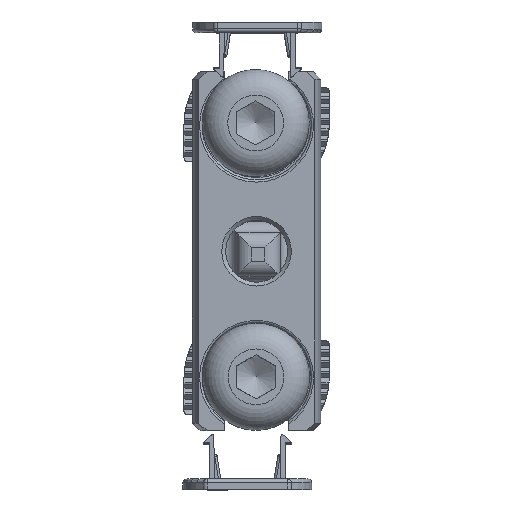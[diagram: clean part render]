
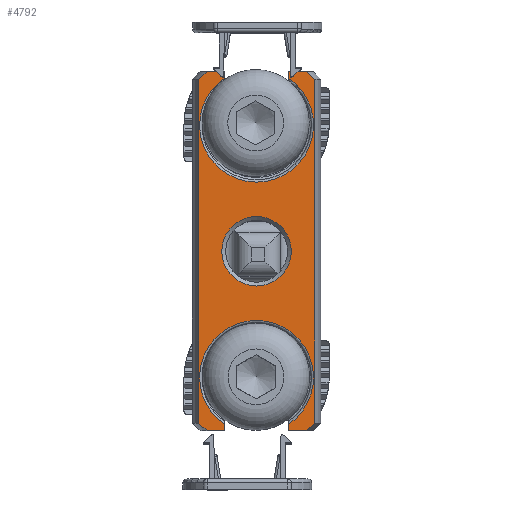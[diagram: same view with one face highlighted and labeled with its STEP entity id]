
A CAD part, top view. The second image highlights one B-rep face of the part: STEP entity #4792.
In plain terms, the highlighted planar face has unit normal (0, 0, 1).
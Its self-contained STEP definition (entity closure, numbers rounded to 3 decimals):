
#155=FACE_BOUND('',#1644,.T.);
#249=(
BOUNDED_CURVE()
B_SPLINE_CURVE(2,(#7406,#7407,#7408),.UNSPECIFIED.,.F.,.F.)
B_SPLINE_CURVE_WITH_KNOTS((3,3),(-6.548,-6.143),
 .UNSPECIFIED.)
CURVE()
GEOMETRIC_REPRESENTATION_ITEM()
RATIONAL_B_SPLINE_CURVE((1.085,1.12,1.151))
REPRESENTATION_ITEM('')
);
#250=(
BOUNDED_CURVE()
B_SPLINE_CURVE(2,(#7412,#7413,#7414),.UNSPECIFIED.,.F.,.F.)
B_SPLINE_CURVE_WITH_KNOTS((3,3),(6.143,6.548),
 .UNSPECIFIED.)
CURVE()
GEOMETRIC_REPRESENTATION_ITEM()
RATIONAL_B_SPLINE_CURVE((1.151,1.12,1.085))
REPRESENTATION_ITEM('')
);
#251=(
BOUNDED_CURVE()
B_SPLINE_CURVE(2,(#7422,#7423,#7424),.UNSPECIFIED.,.F.,.F.)
B_SPLINE_CURVE_WITH_KNOTS((3,3),(0.452,0.858),
 .UNSPECIFIED.)
CURVE()
GEOMETRIC_REPRESENTATION_ITEM()
RATIONAL_B_SPLINE_CURVE((1.085,1.12,1.151))
REPRESENTATION_ITEM('')
);
#252=(
BOUNDED_CURVE()
B_SPLINE_CURVE(2,(#7426,#7427,#7428),.UNSPECIFIED.,.F.,.F.)
B_SPLINE_CURVE_WITH_KNOTS((3,3),(6.143,6.548),
 .UNSPECIFIED.)
CURVE()
GEOMETRIC_REPRESENTATION_ITEM()
RATIONAL_B_SPLINE_CURVE((1.151,1.12,1.085))
REPRESENTATION_ITEM('')
);
#268=LINE('',#7226,#734);
#271=LINE('',#7280,#737);
#276=LINE('',#7303,#742);
#278=LINE('',#7329,#744);
#279=LINE('',#7416,#745);
#280=LINE('',#7418,#746);
#281=LINE('',#7421,#747);
#282=LINE('',#7429,#748);
#283=LINE('',#7431,#749);
#284=LINE('',#7432,#750);
#734=VECTOR('',#5728,1000.);
#737=VECTOR('',#5745,1000.);
#742=VECTOR('',#5754,1000.);
#744=VECTOR('',#5760,1000.);
#745=VECTOR('',#5769,1000.);
#746=VECTOR('',#5770,1000.);
#747=VECTOR('',#5773,1000.);
#748=VECTOR('',#5774,1000.);
#749=VECTOR('',#5775,1000.);
#750=VECTOR('',#5776,1000.);
#1197=PLANE('',#5234);
#1364=FACE_OUTER_BOUND('',#1643,.T.);
#1643=EDGE_LOOP('',(#3356,#3357,#3358,#3359,#3360,#3361,#3362,#3363,#3364,
#3365,#3366,#3367,#3368,#3369,#3370,#3371));
#1644=EDGE_LOOP('',(#3372));
#1969=CIRCLE('',#5221,7.45);
#1978=CIRCLE('',#5235,7.45);
#1979=CIRCLE('',#5236,4.55);
#2109=VERTEX_POINT('',#7202);
#2114=VERTEX_POINT('',#7215);
#2116=VERTEX_POINT('',#7229);
#2124=VERTEX_POINT('',#7277);
#2125=VERTEX_POINT('',#7279);
#2130=VERTEX_POINT('',#7300);
#2131=VERTEX_POINT('',#7302);
#2134=VERTEX_POINT('',#7326);
#2135=VERTEX_POINT('',#7328);
#2139=VERTEX_POINT('',#7405);
#2140=VERTEX_POINT('',#7411);
#2141=VERTEX_POINT('',#7415);
#2142=VERTEX_POINT('',#7417);
#2143=VERTEX_POINT('',#7420);
#2144=VERTEX_POINT('',#7425);
#2145=VERTEX_POINT('',#7430);
#2146=VERTEX_POINT('',#7433);
#2585=EDGE_CURVE('',#2114,#2109,#268,.T.);
#2587=EDGE_CURVE('',#2114,#2116,#1969,.T.);
#2596=EDGE_CURVE('',#2124,#2125,#271,.T.);
#2603=EDGE_CURVE('',#2131,#2130,#276,.F.);
#2608=EDGE_CURVE('',#2135,#2134,#278,.T.);
#2614=EDGE_CURVE('',#2139,#2131,#249,.T.);
#2616=EDGE_CURVE('',#2130,#2140,#250,.T.);
#2617=EDGE_CURVE('',#2140,#2141,#279,.T.);
#2618=EDGE_CURVE('',#2142,#2141,#280,.T.);
#2619=EDGE_CURVE('',#2142,#2125,#1978,.T.);
#2620=EDGE_CURVE('',#2124,#2143,#281,.T.);
#2621=EDGE_CURVE('',#2143,#2135,#251,.T.);
#2622=EDGE_CURVE('',#2134,#2144,#252,.T.);
#2623=EDGE_CURVE('',#2144,#2109,#282,.T.);
#2624=EDGE_CURVE('',#2145,#2116,#283,.T.);
#2625=EDGE_CURVE('',#2145,#2139,#284,.T.);
#2626=EDGE_CURVE('',#2146,#2146,#1979,.T.);
#3356=ORIENTED_EDGE('',*,*,#2603,.T.);
#3357=ORIENTED_EDGE('',*,*,#2616,.T.);
#3358=ORIENTED_EDGE('',*,*,#2617,.T.);
#3359=ORIENTED_EDGE('',*,*,#2618,.F.);
#3360=ORIENTED_EDGE('',*,*,#2619,.T.);
#3361=ORIENTED_EDGE('',*,*,#2596,.F.);
#3362=ORIENTED_EDGE('',*,*,#2620,.T.);
#3363=ORIENTED_EDGE('',*,*,#2621,.T.);
#3364=ORIENTED_EDGE('',*,*,#2608,.T.);
#3365=ORIENTED_EDGE('',*,*,#2622,.T.);
#3366=ORIENTED_EDGE('',*,*,#2623,.T.);
#3367=ORIENTED_EDGE('',*,*,#2585,.F.);
#3368=ORIENTED_EDGE('',*,*,#2587,.T.);
#3369=ORIENTED_EDGE('',*,*,#2624,.F.);
#3370=ORIENTED_EDGE('',*,*,#2625,.T.);
#3371=ORIENTED_EDGE('',*,*,#2614,.T.);
#3372=ORIENTED_EDGE('',*,*,#2626,.T.);
#4792=ADVANCED_FACE('',(#1364,#155),#1197,.T.);
#5221=AXIS2_PLACEMENT_3D('',#7240,#5731,#5732);
#5234=AXIS2_PLACEMENT_3D('',#7410,#5767,#5768);
#5235=AXIS2_PLACEMENT_3D('',#7419,#5771,#5772);
#5236=AXIS2_PLACEMENT_3D('',#7434,#5777,#5778);
#5728=DIRECTION('',(0.,1.,0.));
#5731=DIRECTION('center_axis',(0.,0.,
-1.));
#5732=DIRECTION('ref_axis',(-1.,0.,0.));
#5745=DIRECTION('',(0.,1.,0.));
#5754=DIRECTION('',(0.,1.,0.));
#5760=DIRECTION('',(0.,1.,0.));
#5767=DIRECTION('center_axis',(0.,0.,
1.));
#5768=DIRECTION('ref_axis',(1.,0.,0.));
#5769=DIRECTION('',(1.,0.,0.));
#5770=DIRECTION('',(0.,-1.,0.));
#5771=DIRECTION('center_axis',(0.,0.,
-1.));
#5772=DIRECTION('ref_axis',(-1.,0.,0.));
#5773=DIRECTION('',(1.,0.,0.));
#5774=DIRECTION('',(-1.,0.,0.));
#5775=DIRECTION('',(0.,-1.,0.));
#5776=DIRECTION('',(-1.,0.,0.));
#5777=DIRECTION('center_axis',(0.,0.,
-1.));
#5778=DIRECTION('ref_axis',(-1.,0.,0.));
#7202=CARTESIAN_POINT('',(4.2,23.5,3.6));
#7215=CARTESIAN_POINT('',(4.2,22.653,3.6));
#7226=CARTESIAN_POINT('',(4.2,16.5,3.6));
#7229=CARTESIAN_POINT('',(-4.2,22.653,3.6));
#7240=CARTESIAN_POINT('Origin',(0.,16.5,3.6));
#7277=CARTESIAN_POINT('',(4.2,-23.5,3.6));
#7279=CARTESIAN_POINT('',(4.2,-22.653,3.6));
#7280=CARTESIAN_POINT('',(4.2,-23.5,3.6));
#7300=CARTESIAN_POINT('',(-7.589,-22.5,3.6));
#7302=CARTESIAN_POINT('',(-7.589,22.5,3.6));
#7303=CARTESIAN_POINT('',(-7.589,23.5,3.6));
#7326=CARTESIAN_POINT('',(7.589,22.5,3.6));
#7328=CARTESIAN_POINT('',(7.589,-22.5,3.6));
#7329=CARTESIAN_POINT('',(7.589,23.5,3.6));
#7405=CARTESIAN_POINT('',(-6.465,23.5,3.6));
#7406=CARTESIAN_POINT('Ctrl Pts',(-6.465,23.5,3.6));
#7407=CARTESIAN_POINT('Ctrl Pts',(-6.992,23.04,3.6));
#7408=CARTESIAN_POINT('Ctrl Pts',(-7.589,22.5,3.6));
#7410=CARTESIAN_POINT('Origin',(12.,24.5,3.6));
#7411=CARTESIAN_POINT('',(-6.465,-23.5,3.6));
#7412=CARTESIAN_POINT('Ctrl Pts',(-7.589,-22.5,3.6));
#7413=CARTESIAN_POINT('Ctrl Pts',(-6.992,-23.04,3.6));
#7414=CARTESIAN_POINT('Ctrl Pts',(-6.465,-23.5,3.6));
#7415=CARTESIAN_POINT('',(-4.2,-23.5,3.6));
#7416=CARTESIAN_POINT('',(0.,-23.5,3.6));
#7417=CARTESIAN_POINT('',(-4.2,-22.653,3.6));
#7418=CARTESIAN_POINT('',(-4.2,-16.5,3.6));
#7419=CARTESIAN_POINT('Origin',(0.,-16.5,3.6));
#7420=CARTESIAN_POINT('',(6.465,-23.5,3.6));
#7421=CARTESIAN_POINT('',(0.,-23.5,3.6));
#7422=CARTESIAN_POINT('Ctrl Pts',(6.465,-23.5,3.6));
#7423=CARTESIAN_POINT('Ctrl Pts',(6.992,-23.04,3.6));
#7424=CARTESIAN_POINT('Ctrl Pts',(7.589,-22.5,3.6));
#7425=CARTESIAN_POINT('',(6.465,23.5,3.6));
#7426=CARTESIAN_POINT('Ctrl Pts',(7.589,22.5,3.6));
#7427=CARTESIAN_POINT('Ctrl Pts',(6.992,23.04,3.6));
#7428=CARTESIAN_POINT('Ctrl Pts',(6.465,23.5,3.6));
#7429=CARTESIAN_POINT('',(0.,23.5,3.6));
#7430=CARTESIAN_POINT('',(-4.2,23.5,3.6));
#7431=CARTESIAN_POINT('',(-4.2,23.5,3.6));
#7432=CARTESIAN_POINT('',(0.,23.5,3.6));
#7433=CARTESIAN_POINT('',(-4.55,0.,3.6));
#7434=CARTESIAN_POINT('Origin',(0.,0.,
3.6));
